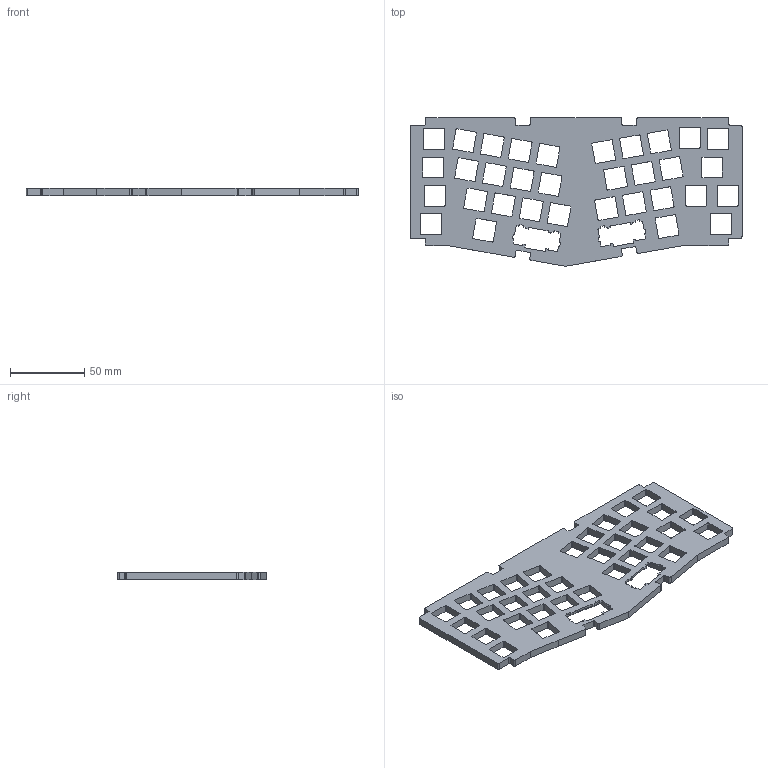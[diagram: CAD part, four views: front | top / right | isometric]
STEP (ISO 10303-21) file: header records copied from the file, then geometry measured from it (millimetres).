
FILE_DESCRIPTION(/* description */ (''),/* implementation_level */ '2;1');
FILE_NAME(/* name */ 'plate.step',/* time_stamp */ '2022-02-03T12:19:42-08:00',/* author */ (''),/* organization */ (''),/* preprocessor_version */ 'ST-DEVELOPER v18.1',/* originating_system */ 'Autodesk Translation Framework v10.13.0.1454',/* authorisation */ '');
FILE_SCHEMA (('AUTOMOTIVE_DESIGN { 1 0 10303 214 3 1 1 }'));
Length unit declared in the file: millimetre
Products named in the file (2): v2 assembly; v1 plate v1
Assembly tree (1 placements, depth 2):
  v2 assembly
    v1 plate v1
Bounding box: 223.84 x 100.25 x 5 mm (x, y, z)
Volume: 62669.5 mm3; surface area: 38846.3 mm2
Topology: 1 solids, 1 shells, 463 faces, 1383 edges, 922 vertices
Faces by surface type: plane 256, cylinder 207
Entity records: 15865 total; most frequent: CARTESIAN_POINT 2771, ORIENTED_EDGE 2766, DIRECTION 2729, EDGE_CURVE 1383, LINE 969, VECTOR 969, VERTEX_POINT 922, AXIS2_PLACEMENT_3D 880
